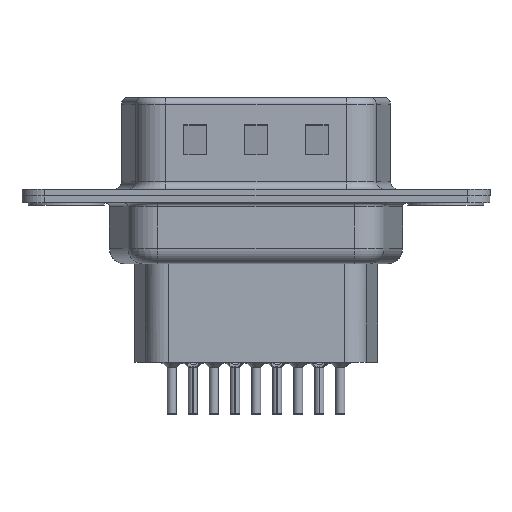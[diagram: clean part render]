
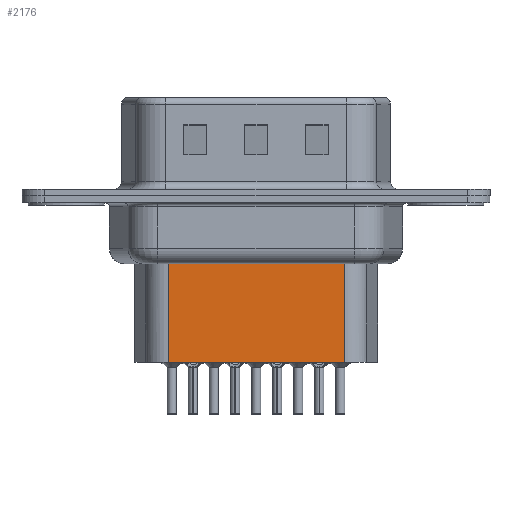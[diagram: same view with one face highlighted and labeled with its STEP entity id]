
A CAD part, front view. The second image highlights one B-rep face of the part: STEP entity #2176.
In plain terms, the highlighted planar face has unit normal (0, -1, 0).
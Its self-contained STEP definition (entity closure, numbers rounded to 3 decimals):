
#596 = FACE_OUTER_BOUND ( 'NONE', #4104, .T. ) ;
#1335 = VECTOR ( 'NONE', #7070, 1000. ) ;
#1799 = DIRECTION ( 'NONE',  ( 0., 0., -1. ) ) ;
#2176 = ADVANCED_FACE ( 'NONE', ( #596 ), #12331, .T. ) ;
#2232 = DIRECTION ( 'NONE',  ( -1., 0., 0. ) ) ;
#3231 = CARTESIAN_POINT ( 'NONE',  ( 18.294, -3.5, -3.1 ) ) ;
#3430 = CARTESIAN_POINT ( 'NONE',  ( 6.459, -3.5, -4.097 ) ) ;
#3446 = ORIENTED_EDGE ( 'NONE', *, *, #15235, .T. ) ;
#3469 = CARTESIAN_POINT ( 'NONE',  ( 18.294, -3.5, -4.097 ) ) ;
#3482 = CARTESIAN_POINT ( 'NONE',  ( 6.706, -3.5, -3.1 ) ) ;
#3940 = VERTEX_POINT ( 'NONE', #3469 ) ;
#4104 = EDGE_LOOP ( 'NONE', ( #7448, #11831, #3446, #11432 ) ) ;
#4288 = CARTESIAN_POINT ( 'NONE',  ( 6.706, -3.5, -3.1 ) ) ;
#4346 = LINE ( 'NONE', #3231, #5269 ) ;
#4762 = CARTESIAN_POINT ( 'NONE',  ( 18.294, -3.5, -10.95 ) ) ;
#4917 = VERTEX_POINT ( 'NONE', #12863 ) ;
#5269 = VECTOR ( 'NONE', #1799, 1000. ) ;
#6130 = AXIS2_PLACEMENT_3D ( 'NONE', #3482, #16414, #7142 ) ;
#6232 = VECTOR ( 'NONE', #11866, 1000. ) ;
#7070 = DIRECTION ( 'NONE',  ( -1., 0., 0. ) ) ;
#7142 = DIRECTION ( 'NONE',  ( 1., 0., 0. ) ) ;
#7263 = LINE ( 'NONE', #3430, #9078 ) ;
#7448 = ORIENTED_EDGE ( 'NONE', *, *, #13956, .F. ) ;
#8222 = CARTESIAN_POINT ( 'NONE',  ( 6.706, -3.5, -4.097 ) ) ;
#8592 = CARTESIAN_POINT ( 'NONE',  ( 6.706, -3.5, -10.95 ) ) ;
#9078 = VECTOR ( 'NONE', #2232, 1000. ) ;
#9667 = EDGE_CURVE ( 'NONE', #14544, #4917, #16257, .T. ) ;
#11023 = EDGE_CURVE ( 'NONE', #3940, #16167, #7263, .T. ) ;
#11432 = ORIENTED_EDGE ( 'NONE', *, *, #9667, .F. ) ;
#11831 = ORIENTED_EDGE ( 'NONE', *, *, #11023, .T. ) ;
#11866 = DIRECTION ( 'NONE',  ( 0., 0., -1. ) ) ;
#12331 = PLANE ( 'NONE',  #6130 ) ;
#12863 = CARTESIAN_POINT ( 'NONE',  ( 6.706, -3.5, -10.95 ) ) ;
#13219 = LINE ( 'NONE', #4288, #6232 ) ;
#13956 = EDGE_CURVE ( 'NONE', #3940, #14544, #4346, .T. ) ;
#14544 = VERTEX_POINT ( 'NONE', #4762 ) ;
#15235 = EDGE_CURVE ( 'NONE', #16167, #4917, #13219, .T. ) ;
#16167 = VERTEX_POINT ( 'NONE', #8222 ) ;
#16257 = LINE ( 'NONE', #8592, #1335 ) ;
#16414 = DIRECTION ( 'NONE',  ( 0., -1., 0. ) ) ;
